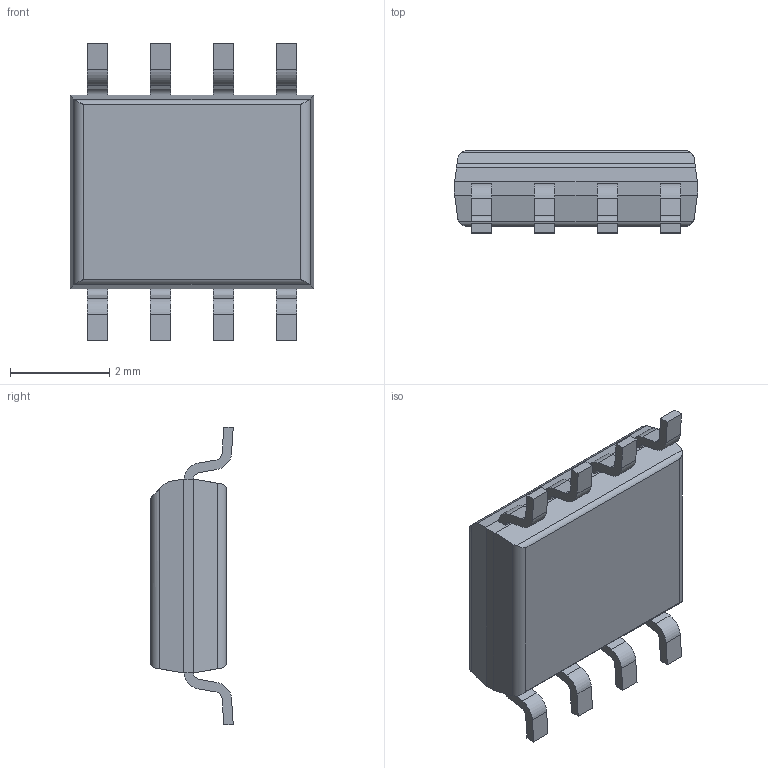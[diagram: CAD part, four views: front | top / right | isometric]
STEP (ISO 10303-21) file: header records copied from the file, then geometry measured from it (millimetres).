
FILE_DESCRIPTION(('STEP AP242'),'1');
FILE_NAME('ne555d.stp','2020-11-04T08:44:06',('TraceParts'),('TraceParts S.A.'),'Spatial InterOp 3D',' ',' ');
FILE_SCHEMA(('AP242_MANAGED_MODEL_BASED_3D_ENGINEERING_MIM_LF {1 0 10303 442 1 1 4}'));
Length unit declared in the file: millimetre
Products named in the file (1): ne555d
Bounding box: 4.9 x 1.66 x 5.99 mm (x, y, z)
Volume: 28.6 mm3; surface area: 74.3 mm2
Topology: 1 solids, 1 shells, 115 faces, 312 edges, 208 vertices
Faces by surface type: plane 73, cylinder 42
Entity records: 4626 total; most frequent: CARTESIAN_POINT 720, ORIENTED_EDGE 624, DIRECTION 612, EDGE_CURVE 312, LINE 228, VECTOR 228, VERTEX_POINT 208, AXIS2_PLACEMENT_3D 192
